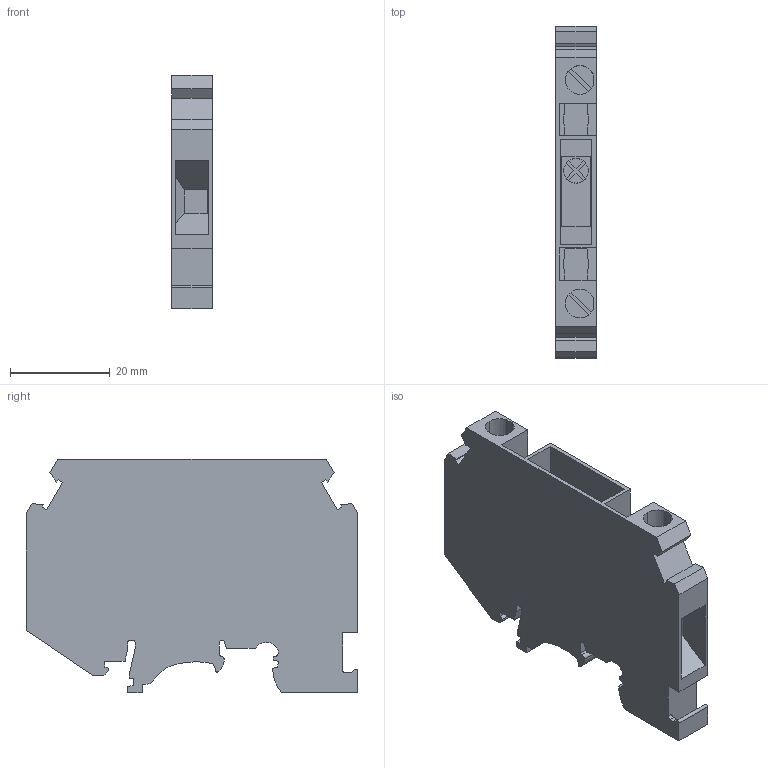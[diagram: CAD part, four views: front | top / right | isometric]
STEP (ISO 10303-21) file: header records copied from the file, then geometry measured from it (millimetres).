
FILE_DESCRIPTION(('STEP AP214'),'1');
FILE_NAME('cctmp_9D02EC3D-9DE6-4F42-A533-048F970FB8BD_2023_07_24_09_26_13_0586..stp','2023-07-24T07:26:13',('SIEMENS A&D'),('CADClick - www.CADClick.com'),'Spatial InterOp 3D postprocessed',' ','unknown authorization');
FILE_SCHEMA(('AUTOMOTIVE_DESIGN'));
Length unit declared in the file: millimetre
Products named in the file (1): 2023_07_24_09_26_13_0577
Bounding box: 8.15 x 66.5 x 46.8 mm (x, y, z)
Volume: 16357 mm3; surface area: 10330.2 mm2
Topology: 1 solids, 1 shells, 184 faces, 517 edges, 342 vertices
Faces by surface type: plane 144, cylinder 40
Entity records: 6474 total; most frequent: CARTESIAN_POINT 1044, ORIENTED_EDGE 1034, DIRECTION 983, EDGE_CURVE 517, LINE 421, VECTOR 421, VERTEX_POINT 342, AXIS2_PLACEMENT_3D 281
